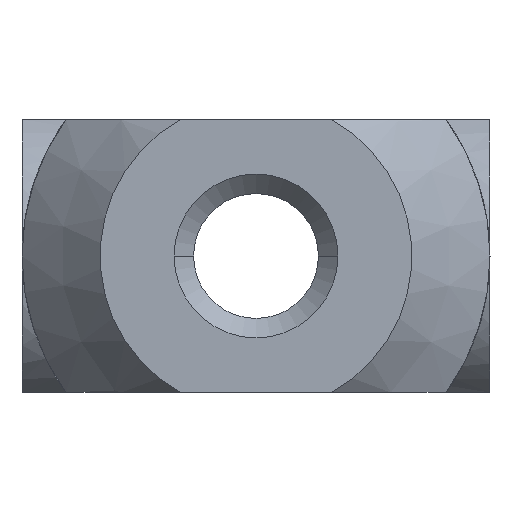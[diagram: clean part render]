
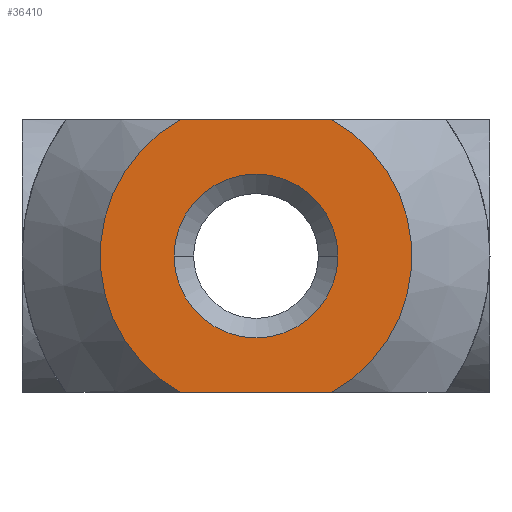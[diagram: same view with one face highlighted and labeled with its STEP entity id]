
A CAD part, left-side view. The second image highlights one B-rep face of the part: STEP entity #36410.
In plain terms, the highlighted planar face has unit normal (-1, 0, 0).
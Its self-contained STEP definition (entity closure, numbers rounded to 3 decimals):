
#1950=CARTESIAN_POINT('',(-10.5,96.064,0.))
;
#1960=VERTEX_POINT('',#1950);
#1990=CARTESIAN_POINT('',(-10.5,92.,0.));
#2000=DIRECTION('',(0.,1.,0.));
#2010=VECTOR('',#2000,1.);
#2020=LINE('',#1990,#2010);
#2030=CARTESIAN_POINT('',(-10.5,99.936,0.));
#2040=VERTEX_POINT('',#2030);
#2050=EDGE_CURVE('',#1960,#2040,#2020,.T.);
#20580=CARTESIAN_POINT('',(-10.5,98.,-3.5));
#20590=DIRECTION('',(1.,0.,0.));
#20600=DIRECTION('',(0.,1.,0.));
#20610=AXIS2_PLACEMENT_3D('',#20580,#20590,#20600);
#20620=CIRCLE('',#20610,4.);
#20630=CARTESIAN_POINT('',(-10.5,99.936,-7.));
#20640=VERTEX_POINT('',#20630);
#20650=EDGE_CURVE('',#20640,#2040,#20620,.T.);
#23000=CARTESIAN_POINT('',(-10.5,92.,-7.));
#23010=DIRECTION('',(0.,1.,0.));
#23020=VECTOR('',#23010,1.);
#23030=LINE('',#23000,#23020);
#23040=CARTESIAN_POINT('',(-10.5,96.064,-7.));
#23050=VERTEX_POINT('',#23040);
#23060=EDGE_CURVE('',#23050,#20640,#23030,.T.);
#33670=CARTESIAN_POINT('',(-10.5,98.,-3.5));
#33680=DIRECTION('',(1.,0.,0.));
#33690=DIRECTION('',(0.,1.,0.));
#33700=AXIS2_PLACEMENT_3D('',#33670,#33680,#33690);
#33710=CIRCLE('',#33700,4.);
#33720=EDGE_CURVE('',#1960,#23050,#33710,.T.);
#36150=CARTESIAN_POINT('',(-10.5,104.,0.));
#36160=DIRECTION('',(-1.,0.,0.));
#36170=DIRECTION('',(0.,-1.,0.));
#36180=AXIS2_PLACEMENT_3D('',#36150,#36160,#36170);
#36190=PLANE('',#36180);
#36200=CARTESIAN_POINT('',(-10.5,98.,-3.5));
#36210=DIRECTION('',(1.,0.,0.));
#36220=DIRECTION('',(0.,1.,0.));
#36230=AXIS2_PLACEMENT_3D('',#36200,#36210,#36220);
#36240=CIRCLE('',#36230,2.1);
#36250=CARTESIAN_POINT('',(-10.5,95.9,-3.5));
#36260=VERTEX_POINT('',#36250);
#36270=CARTESIAN_POINT('',(-10.5,100.1,-3.5));
#36280=VERTEX_POINT('',#36270);
#36290=EDGE_CURVE('',#36260,#36280,#36240,.T.);
#36300=ORIENTED_EDGE('',*,*,#36290,.T.);
#36310=EDGE_CURVE('',#36280,#36260,#36240,.T.);
#36320=ORIENTED_EDGE('',*,*,#36310,.T.);
#36330=EDGE_LOOP('',(#36320,#36300));
#36340=FACE_BOUND('',#36330,.T.);
#36350=ORIENTED_EDGE('',*,*,#2050,.T.);
#36360=ORIENTED_EDGE('',*,*,#33720,.F.);
#36370=ORIENTED_EDGE('',*,*,#23060,.F.);
#36380=ORIENTED_EDGE('',*,*,#20650,.F.);
#36390=EDGE_LOOP('',(#36380,#36370,#36360,#36350));
#36400=FACE_OUTER_BOUND('',#36390,.T.);
#36410=ADVANCED_FACE('',(#36340,#36400),#36190,.T.);
